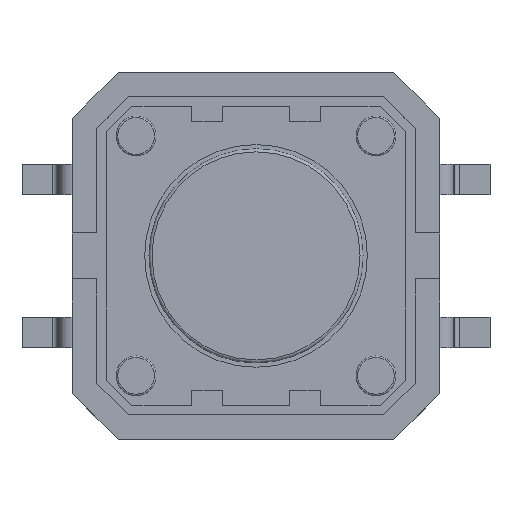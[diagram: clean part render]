
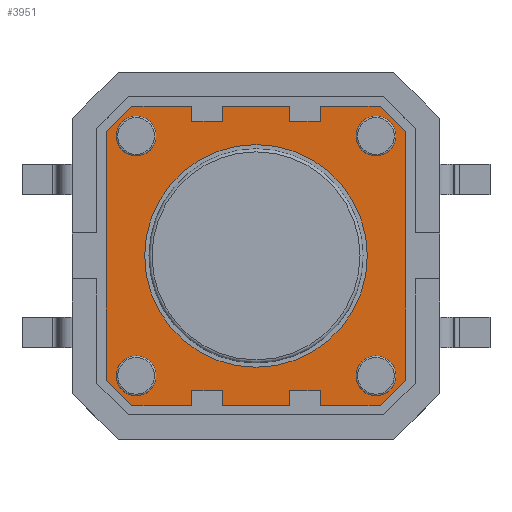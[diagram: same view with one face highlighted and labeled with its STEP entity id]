
A CAD part, top view. The second image highlights one B-rep face of the part: STEP entity #3951.
In plain terms, the highlighted planar face has unit normal (0, 0, 1).
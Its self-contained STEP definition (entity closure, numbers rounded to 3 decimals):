
#2789 = VERTEX_POINT('',#2790);
#2790 = CARTESIAN_POINT('',(4.9,-4.06,3.3));
#2796 = EDGE_CURVE('',#2789,#2797,#2799,.T.);
#2797 = VERTEX_POINT('',#2798);
#2798 = CARTESIAN_POINT('',(4.9,4.06,3.3));
#2799 = LINE('',#2800,#2801);
#2800 = CARTESIAN_POINT('',(4.9,-4.9,3.3));
#2801 = VECTOR('',#2802,1.);
#2802 = DIRECTION('',(0.,1.,0.));
#2820 = EDGE_CURVE('',#2797,#2821,#2823,.T.);
#2821 = VERTEX_POINT('',#2822);
#2822 = CARTESIAN_POINT('',(4.06,4.9,3.3));
#2823 = LINE('',#2824,#2825);
#2824 = CARTESIAN_POINT('',(4.48,4.48,3.3));
#2825 = VECTOR('',#2826,1.);
#2826 = DIRECTION('',(-0.707,0.707,0.));
#2844 = EDGE_CURVE('',#2821,#2845,#2847,.T.);
#2845 = VERTEX_POINT('',#2846);
#2846 = CARTESIAN_POINT('',(2.1,4.9,3.3));
#2847 = LINE('',#2848,#2849);
#2848 = CARTESIAN_POINT('',(4.9,4.9,3.3));
#2849 = VECTOR('',#2850,1.);
#2850 = DIRECTION('',(-1.,0.,0.));
#2869 = VERTEX_POINT('',#2870);
#2870 = CARTESIAN_POINT('',(2.1,4.4,3.3));
#2876 = EDGE_CURVE('',#2869,#2845,#2877,.T.);
#2877 = LINE('',#2878,#2879);
#2878 = CARTESIAN_POINT('',(2.1,4.4,3.3));
#2879 = VECTOR('',#2880,1.);
#2880 = DIRECTION('',(0.,1.,0.));
#2891 = VERTEX_POINT('',#2892);
#2892 = CARTESIAN_POINT('',(1.1,4.4,3.3));
#2900 = EDGE_CURVE('',#2891,#2869,#2901,.T.);
#2901 = LINE('',#2902,#2903);
#2902 = CARTESIAN_POINT('',(1.1,4.4,3.3));
#2903 = VECTOR('',#2904,1.);
#2904 = DIRECTION('',(1.,0.,0.));
#2915 = VERTEX_POINT('',#2916);
#2916 = CARTESIAN_POINT('',(1.1,4.9,3.3));
#2924 = EDGE_CURVE('',#2891,#2915,#2925,.T.);
#2925 = LINE('',#2926,#2927);
#2926 = CARTESIAN_POINT('',(1.1,4.4,3.3));
#2927 = VECTOR('',#2928,1.);
#2928 = DIRECTION('',(0.,1.,0.));
#2940 = EDGE_CURVE('',#2915,#2941,#2943,.T.);
#2941 = VERTEX_POINT('',#2942);
#2942 = CARTESIAN_POINT('',(-1.1,4.9,3.3));
#2943 = LINE('',#2944,#2945);
#2944 = CARTESIAN_POINT('',(4.9,4.9,3.3));
#2945 = VECTOR('',#2946,1.);
#2946 = DIRECTION('',(-1.,0.,0.));
#2965 = VERTEX_POINT('',#2966);
#2966 = CARTESIAN_POINT('',(-1.1,4.4,3.3));
#2972 = EDGE_CURVE('',#2965,#2941,#2973,.T.);
#2973 = LINE('',#2974,#2975);
#2974 = CARTESIAN_POINT('',(-1.1,4.4,3.3));
#2975 = VECTOR('',#2976,1.);
#2976 = DIRECTION('',(0.,1.,0.));
#2989 = VERTEX_POINT('',#2990);
#2990 = CARTESIAN_POINT('',(-2.1,4.4,3.3));
#2996 = EDGE_CURVE('',#2965,#2989,#2997,.T.);
#2997 = LINE('',#2998,#2999);
#2998 = CARTESIAN_POINT('',(-1.1,4.4,3.3));
#2999 = VECTOR('',#3000,1.);
#3000 = DIRECTION('',(-1.,0.,0.));
#3011 = VERTEX_POINT('',#3012);
#3012 = CARTESIAN_POINT('',(-2.1,4.9,3.3));
#3020 = EDGE_CURVE('',#2989,#3011,#3021,.T.);
#3021 = LINE('',#3022,#3023);
#3022 = CARTESIAN_POINT('',(-2.1,4.4,3.3));
#3023 = VECTOR('',#3024,1.);
#3024 = DIRECTION('',(0.,1.,0.));
#3036 = EDGE_CURVE('',#3011,#3037,#3039,.T.);
#3037 = VERTEX_POINT('',#3038);
#3038 = CARTESIAN_POINT('',(-4.06,4.9,3.3));
#3039 = LINE('',#3040,#3041);
#3040 = CARTESIAN_POINT('',(4.9,4.9,3.3));
#3041 = VECTOR('',#3042,1.);
#3042 = DIRECTION('',(-1.,0.,0.));
#3060 = EDGE_CURVE('',#3037,#3061,#3063,.T.);
#3061 = VERTEX_POINT('',#3062);
#3062 = CARTESIAN_POINT('',(-4.9,4.06,3.3));
#3063 = LINE('',#3064,#3065);
#3064 = CARTESIAN_POINT('',(-4.48,4.48,3.3));
#3065 = VECTOR('',#3066,1.);
#3066 = DIRECTION('',(-0.707,-0.707,0.));
#3084 = EDGE_CURVE('',#3061,#3085,#3087,.T.);
#3085 = VERTEX_POINT('',#3086);
#3086 = CARTESIAN_POINT('',(-4.9,-4.06,3.3));
#3087 = LINE('',#3088,#3089);
#3088 = CARTESIAN_POINT('',(-4.9,4.9,3.3));
#3089 = VECTOR('',#3090,1.);
#3090 = DIRECTION('',(0.,-1.,0.));
#3108 = EDGE_CURVE('',#3085,#3109,#3111,.T.);
#3109 = VERTEX_POINT('',#3110);
#3110 = CARTESIAN_POINT('',(-4.06,-4.9,3.3));
#3111 = LINE('',#3112,#3113);
#3112 = CARTESIAN_POINT('',(-4.48,-4.48,3.3));
#3113 = VECTOR('',#3114,1.);
#3114 = DIRECTION('',(0.707,-0.707,0.));
#3132 = EDGE_CURVE('',#3109,#3133,#3135,.T.);
#3133 = VERTEX_POINT('',#3134);
#3134 = CARTESIAN_POINT('',(-2.1,-4.9,3.3));
#3135 = LINE('',#3136,#3137);
#3136 = CARTESIAN_POINT('',(-4.9,-4.9,3.3));
#3137 = VECTOR('',#3138,1.);
#3138 = DIRECTION('',(1.,0.,0.));
#3157 = VERTEX_POINT('',#3158);
#3158 = CARTESIAN_POINT('',(-2.1,-4.4,3.3));
#3164 = EDGE_CURVE('',#3157,#3133,#3165,.T.);
#3165 = LINE('',#3166,#3167);
#3166 = CARTESIAN_POINT('',(-2.1,-4.4,3.3));
#3167 = VECTOR('',#3168,1.);
#3168 = DIRECTION('',(0.,-1.,0.));
#3179 = VERTEX_POINT('',#3180);
#3180 = CARTESIAN_POINT('',(-1.1,-4.4,3.3));
#3188 = EDGE_CURVE('',#3179,#3157,#3189,.T.);
#3189 = LINE('',#3190,#3191);
#3190 = CARTESIAN_POINT('',(-1.1,-4.4,3.3));
#3191 = VECTOR('',#3192,1.);
#3192 = DIRECTION('',(-1.,0.,0.));
#3203 = VERTEX_POINT('',#3204);
#3204 = CARTESIAN_POINT('',(-1.1,-4.9,3.3));
#3212 = EDGE_CURVE('',#3179,#3203,#3213,.T.);
#3213 = LINE('',#3214,#3215);
#3214 = CARTESIAN_POINT('',(-1.1,-4.4,3.3));
#3215 = VECTOR('',#3216,1.);
#3216 = DIRECTION('',(0.,-1.,0.));
#3228 = EDGE_CURVE('',#3203,#3229,#3231,.T.);
#3229 = VERTEX_POINT('',#3230);
#3230 = CARTESIAN_POINT('',(1.1,-4.9,3.3));
#3231 = LINE('',#3232,#3233);
#3232 = CARTESIAN_POINT('',(-4.9,-4.9,3.3));
#3233 = VECTOR('',#3234,1.);
#3234 = DIRECTION('',(1.,0.,0.));
#3253 = VERTEX_POINT('',#3254);
#3254 = CARTESIAN_POINT('',(1.1,-4.4,3.3));
#3260 = EDGE_CURVE('',#3253,#3229,#3261,.T.);
#3261 = LINE('',#3262,#3263);
#3262 = CARTESIAN_POINT('',(1.1,-4.4,3.3));
#3263 = VECTOR('',#3264,1.);
#3264 = DIRECTION('',(0.,-1.,0.));
#3277 = VERTEX_POINT('',#3278);
#3278 = CARTESIAN_POINT('',(2.1,-4.4,3.3));
#3284 = EDGE_CURVE('',#3253,#3277,#3285,.T.);
#3285 = LINE('',#3286,#3287);
#3286 = CARTESIAN_POINT('',(1.1,-4.4,3.3));
#3287 = VECTOR('',#3288,1.);
#3288 = DIRECTION('',(1.,0.,0.));
#3299 = VERTEX_POINT('',#3300);
#3300 = CARTESIAN_POINT('',(2.1,-4.9,3.3));
#3308 = EDGE_CURVE('',#3277,#3299,#3309,.T.);
#3309 = LINE('',#3310,#3311);
#3310 = CARTESIAN_POINT('',(2.1,-4.4,3.3));
#3311 = VECTOR('',#3312,1.);
#3312 = DIRECTION('',(0.,-1.,0.));
#3324 = EDGE_CURVE('',#3299,#3325,#3327,.T.);
#3325 = VERTEX_POINT('',#3326);
#3326 = CARTESIAN_POINT('',(4.06,-4.9,3.3));
#3327 = LINE('',#3328,#3329);
#3328 = CARTESIAN_POINT('',(-4.9,-4.9,3.3));
#3329 = VECTOR('',#3330,1.);
#3330 = DIRECTION('',(1.,0.,0.));
#3348 = EDGE_CURVE('',#2789,#3325,#3349,.T.);
#3349 = LINE('',#3350,#3351);
#3350 = CARTESIAN_POINT('',(4.48,-4.48,3.3));
#3351 = VECTOR('',#3352,1.);
#3352 = DIRECTION('',(-0.707,-0.707,0.));
#3951 = ADVANCED_FACE('',(#3952,#3978,#3989,#4000,#4011,#4022),#4033,.T.
);
#3952 = FACE_BOUND('',#3953,.T.);
#3953 = EDGE_LOOP('',(#3954,#3955,#3956,#3957,#3958,#3959,#3960,#3961,
#3962,#3963,#3964,#3965,#3966,#3967,#3968,#3969,#3970,#3971,#3972,
#3973,#3974,#3975,#3976,#3977));
#3954 = ORIENTED_EDGE('',*,*,#3348,.F.);
#3955 = ORIENTED_EDGE('',*,*,#2796,.T.);
#3956 = ORIENTED_EDGE('',*,*,#2820,.T.);
#3957 = ORIENTED_EDGE('',*,*,#2844,.T.);
#3958 = ORIENTED_EDGE('',*,*,#2876,.F.);
#3959 = ORIENTED_EDGE('',*,*,#2900,.F.);
#3960 = ORIENTED_EDGE('',*,*,#2924,.T.);
#3961 = ORIENTED_EDGE('',*,*,#2940,.T.);
#3962 = ORIENTED_EDGE('',*,*,#2972,.F.);
#3963 = ORIENTED_EDGE('',*,*,#2996,.T.);
#3964 = ORIENTED_EDGE('',*,*,#3020,.T.);
#3965 = ORIENTED_EDGE('',*,*,#3036,.T.);
#3966 = ORIENTED_EDGE('',*,*,#3060,.T.);
#3967 = ORIENTED_EDGE('',*,*,#3084,.T.);
#3968 = ORIENTED_EDGE('',*,*,#3108,.T.);
#3969 = ORIENTED_EDGE('',*,*,#3132,.T.);
#3970 = ORIENTED_EDGE('',*,*,#3164,.F.);
#3971 = ORIENTED_EDGE('',*,*,#3188,.F.);
#3972 = ORIENTED_EDGE('',*,*,#3212,.T.);
#3973 = ORIENTED_EDGE('',*,*,#3228,.T.);
#3974 = ORIENTED_EDGE('',*,*,#3260,.F.);
#3975 = ORIENTED_EDGE('',*,*,#3284,.T.);
#3976 = ORIENTED_EDGE('',*,*,#3308,.T.);
#3977 = ORIENTED_EDGE('',*,*,#3324,.T.);
#3978 = FACE_BOUND('',#3979,.T.);
#3979 = EDGE_LOOP('',(#3980));
#3980 = ORIENTED_EDGE('',*,*,#3981,.T.);
#3981 = EDGE_CURVE('',#3982,#3982,#3984,.T.);
#3982 = VERTEX_POINT('',#3983);
#3983 = CARTESIAN_POINT('',(-3.92,-4.57,3.3));
#3984 = CIRCLE('',#3985,0.65);
#3985 = AXIS2_PLACEMENT_3D('',#3986,#3987,#3988);
#3986 = CARTESIAN_POINT('',(-3.92,-3.92,3.3));
#3987 = DIRECTION('',(0.,0.,-1.));
#3988 = DIRECTION('',(0.,-1.,0.));
#3989 = FACE_BOUND('',#3990,.T.);
#3990 = EDGE_LOOP('',(#3991));
#3991 = ORIENTED_EDGE('',*,*,#3992,.F.);
#3992 = EDGE_CURVE('',#3993,#3993,#3995,.T.);
#3993 = VERTEX_POINT('',#3994);
#3994 = CARTESIAN_POINT('',(0.,3.64,3.3));
#3995 = CIRCLE('',#3996,3.64);
#3996 = AXIS2_PLACEMENT_3D('',#3997,#3998,#3999);
#3997 = CARTESIAN_POINT('',(0.,0.,3.3)
);
#3998 = DIRECTION('',(0.,0.,1.));
#3999 = DIRECTION('',(0.,1.,0.));
#4000 = FACE_BOUND('',#4001,.T.);
#4001 = EDGE_LOOP('',(#4002));
#4002 = ORIENTED_EDGE('',*,*,#4003,.T.);
#4003 = EDGE_CURVE('',#4004,#4004,#4006,.T.);
#4004 = VERTEX_POINT('',#4005);
#4005 = CARTESIAN_POINT('',(3.92,-4.57,3.3));
#4006 = CIRCLE('',#4007,0.65);
#4007 = AXIS2_PLACEMENT_3D('',#4008,#4009,#4010);
#4008 = CARTESIAN_POINT('',(3.92,-3.92,3.3));
#4009 = DIRECTION('',(0.,0.,-1.));
#4010 = DIRECTION('',(0.,-1.,0.));
#4011 = FACE_BOUND('',#4012,.T.);
#4012 = EDGE_LOOP('',(#4013));
#4013 = ORIENTED_EDGE('',*,*,#4014,.T.);
#4014 = EDGE_CURVE('',#4015,#4015,#4017,.T.);
#4015 = VERTEX_POINT('',#4016);
#4016 = CARTESIAN_POINT('',(3.92,4.57,3.3));
#4017 = CIRCLE('',#4018,0.65);
#4018 = AXIS2_PLACEMENT_3D('',#4019,#4020,#4021);
#4019 = CARTESIAN_POINT('',(3.92,3.92,3.3));
#4020 = DIRECTION('',(0.,0.,-1.));
#4021 = DIRECTION('',(0.,1.,0.));
#4022 = FACE_BOUND('',#4023,.T.);
#4023 = EDGE_LOOP('',(#4024));
#4024 = ORIENTED_EDGE('',*,*,#4025,.T.);
#4025 = EDGE_CURVE('',#4026,#4026,#4028,.T.);
#4026 = VERTEX_POINT('',#4027);
#4027 = CARTESIAN_POINT('',(-3.92,4.57,3.3));
#4028 = CIRCLE('',#4029,0.65);
#4029 = AXIS2_PLACEMENT_3D('',#4030,#4031,#4032);
#4030 = CARTESIAN_POINT('',(-3.92,3.92,3.3));
#4031 = DIRECTION('',(0.,0.,-1.));
#4032 = DIRECTION('',(0.,1.,0.));
#4033 = PLANE('',#4034);
#4034 = AXIS2_PLACEMENT_3D('',#4035,#4036,#4037);
#4035 = CARTESIAN_POINT('',(0.,0.,3.3));
#4036 = DIRECTION('',(0.,0.,1.));
#4037 = DIRECTION('',(0.,1.,0.));
